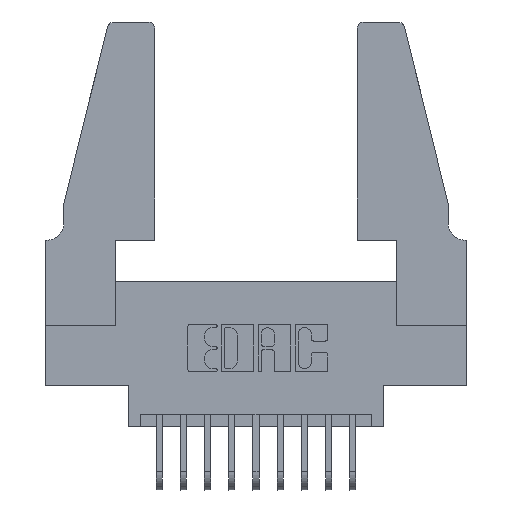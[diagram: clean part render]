
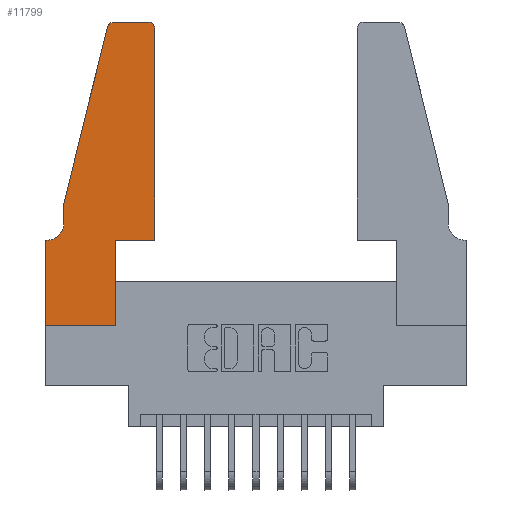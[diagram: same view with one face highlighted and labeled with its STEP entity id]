
A CAD part, top view. The second image highlights one B-rep face of the part: STEP entity #11799.
In plain terms, the highlighted planar face has unit normal (0, 0, 1).
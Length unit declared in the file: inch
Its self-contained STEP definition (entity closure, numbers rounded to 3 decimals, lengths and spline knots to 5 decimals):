
#16 = CARTESIAN_POINT ( 'NONE',  ( 0.2865, 0.35, 0.37 ) ) ;
#38 = LINE ( 'NONE', #16, #9327 ) ;
#63 = ORIENTED_EDGE ( 'NONE', *, *, #6835, .T. ) ;
#230 = VERTEX_POINT ( 'NONE', #15245 ) ;
#315 = VECTOR ( 'NONE', #1734, 39.37008 ) ;
#815 = CARTESIAN_POINT ( 'NONE',  ( 0.0755, 0.35, 0.37 ) ) ;
#1101 = DIRECTION ( 'NONE',  ( 1., 0., 0. ) ) ;
#1224 = ORIENTED_EDGE ( 'NONE', *, *, #4037, .T. ) ;
#1563 = LINE ( 'NONE', #11534, #11616 ) ;
#1734 = DIRECTION ( 'NONE',  ( 0., -1., 0. ) ) ;
#1903 = DIRECTION ( 'NONE',  ( 1., 0., 0. ) ) ;
#2043 = PLANE ( 'NONE',  #15215 ) ;
#2061 = CARTESIAN_POINT ( 'NONE',  ( 0.0755, 0.5, 0.37 ) ) ;
#2183 = VERTEX_POINT ( 'NONE', #5125 ) ;
#2369 = ORIENTED_EDGE ( 'NONE', *, *, #5992, .T. ) ;
#2374 = CARTESIAN_POINT ( 'NONE',  ( 0., 0., 0.37 ) ) ;
#2557 = CARTESIAN_POINT ( 'NONE',  ( 0.0055, 0.35, 0.37 ) ) ;
#2626 = CARTESIAN_POINT ( 'NONE',  ( 0.0755, 0.5, 0.37 ) ) ;
#3259 = AXIS2_PLACEMENT_3D ( 'NONE', #3500, #4730, #8375 ) ;
#3319 = EDGE_CURVE ( 'NONE', #7853, #9951, #12408, .T. ) ;
#3500 = CARTESIAN_POINT ( 'NONE',  ( 0.284, 1.22, 0.37 ) ) ;
#3824 = CARTESIAN_POINT ( 'NONE',  ( 0.4505, 1.22, 0.37 ) ) ;
#3959 = CARTESIAN_POINT ( 'NONE',  ( 0.4505, 0.35, 0.37 ) ) ;
#4037 = EDGE_CURVE ( 'NONE', #2183, #13677, #1563, .T. ) ;
#4047 = LINE ( 'NONE', #12513, #315 ) ;
#4240 = CIRCLE ( 'NONE', #3259, 0.03 ) ;
#4312 = EDGE_CURVE ( 'NONE', #9951, #11579, #9966, .T. ) ;
#4330 = CARTESIAN_POINT ( 'NONE',  ( 0.4205, 1.25, 0.37 ) ) ;
#4488 = DIRECTION ( 'NONE',  ( 0., 0., 1. ) ) ;
#4730 = DIRECTION ( 'NONE',  ( 0., 0., 1. ) ) ;
#5125 = CARTESIAN_POINT ( 'NONE',  ( 0.2865, 0.35, 0.37 ) ) ;
#5201 = AXIS2_PLACEMENT_3D ( 'NONE', #14045, #8503, #10692 ) ;
#5213 = ORIENTED_EDGE ( 'NONE', *, *, #3319, .T. ) ;
#5532 = DIRECTION ( 'NONE',  ( -1., 0., 0. ) ) ;
#5992 = EDGE_CURVE ( 'NONE', #11579, #6436, #4240, .T. ) ;
#6298 = VERTEX_POINT ( 'NONE', #6427 ) ;
#6427 = CARTESIAN_POINT ( 'NONE',  ( 0., 0.35, 0.37 ) ) ;
#6436 = VERTEX_POINT ( 'NONE', #9135 ) ;
#6527 = ORIENTED_EDGE ( 'NONE', *, *, #9143, .T. ) ;
#6759 = VECTOR ( 'NONE', #8421, 39.37008 ) ;
#6835 = EDGE_CURVE ( 'NONE', #12057, #12618, #4047, .T. ) ;
#6852 = LINE ( 'NONE', #2061, #10424 ) ;
#7077 = DIRECTION ( 'NONE',  ( 0., 0., -1. ) ) ;
#7097 = EDGE_CURVE ( 'NONE', #10089, #230, #12592, .T. ) ;
#7233 = DIRECTION ( 'NONE',  ( -1., 0., 0. ) ) ;
#7347 = ORIENTED_EDGE ( 'NONE', *, *, #4312, .T. ) ;
#7516 = EDGE_CURVE ( 'NONE', #6298, #10089, #12400, .T. ) ;
#7555 = CARTESIAN_POINT ( 'NONE',  ( 0.284, 1.25, 0.37 ) ) ;
#7853 = VERTEX_POINT ( 'NONE', #3824 ) ;
#7855 = LINE ( 'NONE', #8740, #9353 ) ;
#8175 = CARTESIAN_POINT ( 'NONE',  ( 0., 0., 0.37 ) ) ;
#8258 = EDGE_CURVE ( 'NONE', #10740, #6298, #13322, .T. ) ;
#8341 = DIRECTION ( 'NONE',  ( 0., 1., 0. ) ) ;
#8375 = DIRECTION ( 'NONE',  ( 1., 0., 0. ) ) ;
#8421 = DIRECTION ( 'NONE',  ( -1., 0., 0. ) ) ;
#8503 = DIRECTION ( 'NONE',  ( 0., 0., 1. ) ) ;
#8740 = CARTESIAN_POINT ( 'NONE',  ( 0.4505, 0.35, 0.37 ) ) ;
#8789 = DIRECTION ( 'NONE',  ( 0., 1., 0. ) ) ;
#9091 = DIRECTION ( 'NONE',  ( -0.239, -0.971, 0. ) ) ;
#9135 = CARTESIAN_POINT ( 'NONE',  ( 0.25487, 1.22718, 0.37 ) ) ;
#9143 = EDGE_CURVE ( 'NONE', #12618, #10740, #15383, .T. ) ;
#9222 = VECTOR ( 'NONE', #11099, 39.37008 ) ;
#9277 = ORIENTED_EDGE ( 'NONE', *, *, #7097, .T. ) ;
#9327 = VECTOR ( 'NONE', #8341, 39.37008 ) ;
#9353 = VECTOR ( 'NONE', #8789, 39.37008 ) ;
#9447 = EDGE_CURVE ( 'NONE', #13677, #7853, #7855, .T. ) ;
#9515 = ORIENTED_EDGE ( 'NONE', *, *, #10230, .T. ) ;
#9539 = ORIENTED_EDGE ( 'NONE', *, *, #9447, .T. ) ;
#9760 = ORIENTED_EDGE ( 'NONE', *, *, #7516, .T. ) ;
#9812 = CARTESIAN_POINT ( 'NONE',  ( 0., 0., 0.37 ) ) ;
#9951 = VERTEX_POINT ( 'NONE', #4330 ) ;
#9966 = LINE ( 'NONE', #11956, #6759 ) ;
#10089 = VERTEX_POINT ( 'NONE', #8175 ) ;
#10230 = EDGE_CURVE ( 'NONE', #230, #2183, #38, .T. ) ;
#10421 = DIRECTION ( 'NONE',  ( 1., 0., 0. ) ) ;
#10424 = VECTOR ( 'NONE', #9091, 39.37008 ) ;
#10492 = VECTOR ( 'NONE', #5532, 39.37008 ) ;
#10692 = DIRECTION ( 'NONE',  ( 1., 0., 0. ) ) ;
#10740 = VERTEX_POINT ( 'NONE', #2557 ) ;
#11098 = VECTOR ( 'NONE', #1101, 39.37008 ) ;
#11099 = DIRECTION ( 'NONE',  ( 0., -1., 0. ) ) ;
#11103 = EDGE_CURVE ( 'NONE', #6436, #12057, #6852, .T. ) ;
#11534 = CARTESIAN_POINT ( 'NONE',  ( 0.4505, 0.35, 0.37 ) ) ;
#11559 = CARTESIAN_POINT ( 'NONE',  ( 0., 0.35, 0.37 ) ) ;
#11579 = VERTEX_POINT ( 'NONE', #7555 ) ;
#11616 = VECTOR ( 'NONE', #1903, 39.37008 ) ;
#11799 = ADVANCED_FACE ( 'NONE', ( #14919 ), #2043, .T. ) ;
#11956 = CARTESIAN_POINT ( 'NONE',  ( 0.2605, 1.25, 0.37 ) ) ;
#12057 = VERTEX_POINT ( 'NONE', #2626 ) ;
#12262 = AXIS2_PLACEMENT_3D ( 'NONE', #14469, #7077, #7233 ) ;
#12400 = LINE ( 'NONE', #9812, #9222 ) ;
#12408 = CIRCLE ( 'NONE', #5201, 0.03 ) ;
#12513 = CARTESIAN_POINT ( 'NONE',  ( 0.0755, 0.5, 0.37 ) ) ;
#12592 = LINE ( 'NONE', #2374, #11098 ) ;
#12618 = VERTEX_POINT ( 'NONE', #14441 ) ;
#13322 = LINE ( 'NONE', #815, #10492 ) ;
#13677 = VERTEX_POINT ( 'NONE', #3959 ) ;
#13710 = EDGE_LOOP ( 'NONE', ( #7347, #2369, #15194, #63, #6527, #15176, #9760, #9277, #9515, #1224, #9539, #5213 ) ) ;
#14045 = CARTESIAN_POINT ( 'NONE',  ( 0.4205, 1.22, 0.37 ) ) ;
#14441 = CARTESIAN_POINT ( 'NONE',  ( 0.0755, 0.42, 0.37 ) ) ;
#14469 = CARTESIAN_POINT ( 'NONE',  ( 0.0055, 0.42, 0.37 ) ) ;
#14919 = FACE_OUTER_BOUND ( 'NONE', #13710, .T. ) ;
#15176 = ORIENTED_EDGE ( 'NONE', *, *, #8258, .T. ) ;
#15194 = ORIENTED_EDGE ( 'NONE', *, *, #11103, .T. ) ;
#15215 = AXIS2_PLACEMENT_3D ( 'NONE', #11559, #4488, #10421 ) ;
#15245 = CARTESIAN_POINT ( 'NONE',  ( 0.2865, 0., 0.37 ) ) ;
#15383 = CIRCLE ( 'NONE', #12262, 0.07 ) ;
